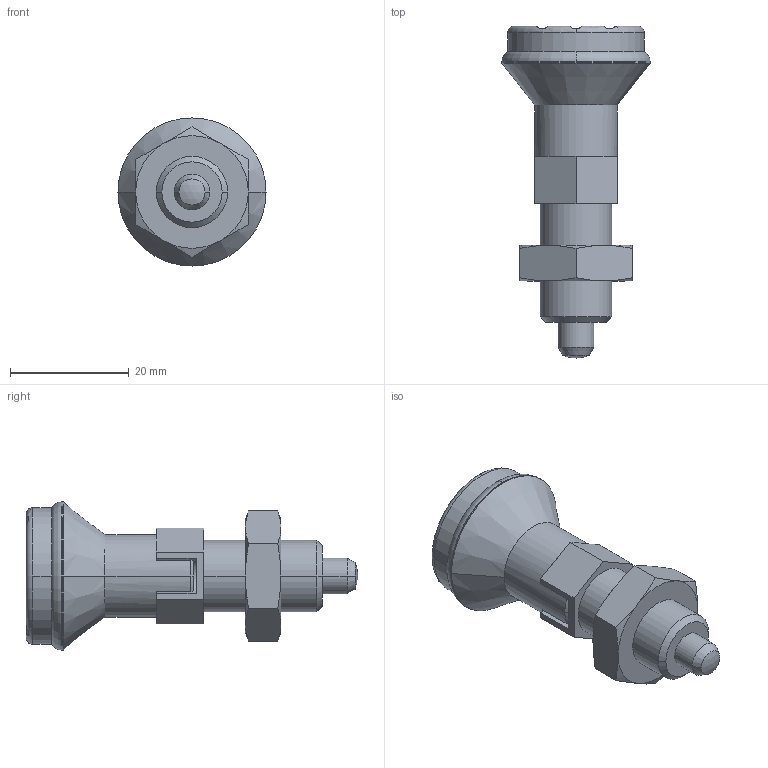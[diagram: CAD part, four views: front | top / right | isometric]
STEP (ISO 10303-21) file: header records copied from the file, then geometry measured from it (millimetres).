
FILE_DESCRIPTION( ( '' ), '1' );
FILE_NAME( 'K0339.4206_(D0).stp', '2012-10-30T12:05:10', ( '' ), ( '' ), ' ', ' ', ' ' );
FILE_SCHEMA( ( 'CONFIG_CONTROL_DESIGN' ) );
Length unit declared in the file: millimetre
Products named in the file (1): 1
Bounding box: 25 x 56 x 25 mm (x, y, z)
Volume: 11044.9 mm3; surface area: 4015.1 mm2
Topology: 1 solids, 1 shells, 83 faces, 197 edges, 120 vertices
Faces by surface type: plane 32, cylinder 22, cone 22, torus 6, sphere 1
Entity records: 2791 total; most frequent: CARTESIAN_POINT 865, DIRECTION 413, ORIENTED_EDGE 394, EDGE_CURVE 197, AXIS2_PLACEMENT_3D 172, VERTEX_POINT 120, CIRCLE 88, EDGE_LOOP 87
